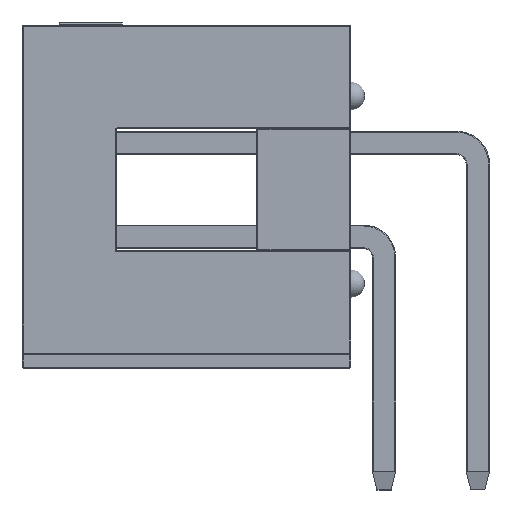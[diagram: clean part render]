
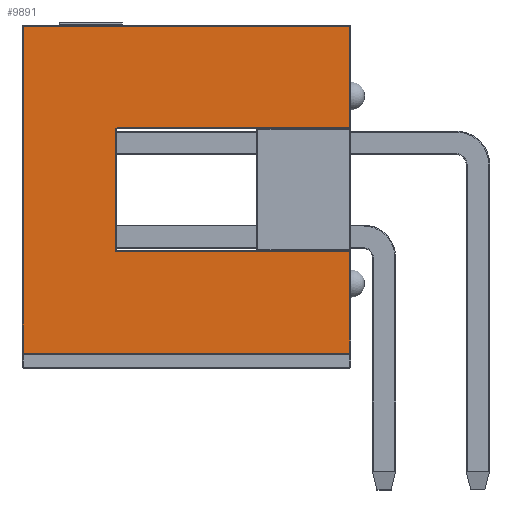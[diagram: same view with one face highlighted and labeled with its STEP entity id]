
A CAD part, front view. The second image highlights one B-rep face of the part: STEP entity #9891.
In plain terms, the highlighted face is planar.
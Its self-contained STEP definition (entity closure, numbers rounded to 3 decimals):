
#575=PLANE('',#10851);
#1104=FACE_OUTER_BOUND('',#1709,.T.);
#1709=EDGE_LOOP('',(#7996,#7997,#7998,#7999,#8000,#8001,#8002,#8003,#8004,
#8005));
#2244=CIRCLE('',#10670,0.051);
#2278=CIRCLE('',#10719,0.051);
#2493=LINE('',#15217,#3454);
#2496=LINE('',#15256,#3457);
#2501=LINE('',#15284,#3462);
#2506=LINE('',#15306,#3467);
#2512=LINE('',#15336,#3473);
#2515=LINE('',#15340,#3476);
#2519=LINE('',#15346,#3480);
#2560=LINE('',#15408,#3521);
#3454=VECTOR('',#12199,10.);
#3457=VECTOR('',#12244,10.);
#3462=VECTOR('',#12277,10.);
#3467=VECTOR('',#12304,10.);
#3473=VECTOR('',#12340,10.);
#3476=VECTOR('',#12345,10.);
#3480=VECTOR('',#12353,10.);
#3521=VECTOR('',#12436,10.);
#4563=VERTEX_POINT('',#14969);
#4595=VERTEX_POINT('',#15153);
#4596=VERTEX_POINT('',#15155);
#4617=VERTEX_POINT('',#15212);
#4629=VERTEX_POINT('',#15247);
#4630=VERTEX_POINT('',#15248);
#4641=VERTEX_POINT('',#15279);
#4645=VERTEX_POINT('',#15299);
#4651=VERTEX_POINT('',#15319);
#4655=VERTEX_POINT('',#15327);
#5621=EDGE_CURVE('',#4595,#4596,#2244,.T.);
#5651=EDGE_CURVE('',#4563,#4617,#2493,.T.);
#5665=EDGE_CURVE('',#4629,#4630,#2278,.T.);
#5669=EDGE_CURVE('',#4630,#4595,#2496,.T.);
#5683=EDGE_CURVE('',#4617,#4641,#2501,.T.);
#5694=EDGE_CURVE('',#4645,#4629,#2506,.T.);
#5709=EDGE_CURVE('',#4651,#4655,#2512,.T.);
#5712=EDGE_CURVE('',#4655,#4645,#2515,.T.);
#5716=EDGE_CURVE('',#4641,#4651,#2519,.T.);
#5757=EDGE_CURVE('',#4596,#4563,#2560,.T.);
#7996=ORIENTED_EDGE('',*,*,#5709,.F.);
#7997=ORIENTED_EDGE('',*,*,#5716,.F.);
#7998=ORIENTED_EDGE('',*,*,#5683,.F.);
#7999=ORIENTED_EDGE('',*,*,#5651,.F.);
#8000=ORIENTED_EDGE('',*,*,#5757,.F.);
#8001=ORIENTED_EDGE('',*,*,#5621,.F.);
#8002=ORIENTED_EDGE('',*,*,#5669,.F.);
#8003=ORIENTED_EDGE('',*,*,#5665,.F.);
#8004=ORIENTED_EDGE('',*,*,#5694,.F.);
#8005=ORIENTED_EDGE('',*,*,#5712,.F.);
#9891=ADVANCED_FACE('',(#1104),#575,.T.);
#10670=AXIS2_PLACEMENT_3D('',#15156,#12126,#12127);
#10719=AXIS2_PLACEMENT_3D('',#15249,#12234,#12235);
#10851=AXIS2_PLACEMENT_3D('',#15823,#12776,#12777);
#12126=DIRECTION('center_axis',(1.,0.,0.));
#12127=DIRECTION('ref_axis',(0.,-0.707,0.707));
#12199=DIRECTION('',(0.,-1.,0.));
#12234=DIRECTION('center_axis',(1.,0.,0.));
#12235=DIRECTION('ref_axis',(0.,0.707,0.707));
#12244=DIRECTION('',(0.,-1.,0.));
#12277=DIRECTION('',(0.,0.,1.));
#12304=DIRECTION('',(0.,0.,1.));
#12340=DIRECTION('',(0.,0.,-1.));
#12345=DIRECTION('',(0.,-1.,0.));
#12353=DIRECTION('',(0.,1.,0.));
#12436=DIRECTION('',(0.,0.,-1.));
#12776=DIRECTION('center_axis',(1.,0.,0.));
#12777=DIRECTION('ref_axis',(0.,1.,0.));
#14969=CARTESIAN_POINT('',(23.495,-1.676,0.025));
#15153=CARTESIAN_POINT('',(23.495,-1.626,6.375));
#15155=CARTESIAN_POINT('',(23.495,-1.676,6.325));
#15156=CARTESIAN_POINT('Origin',(23.495,-1.626,6.325));
#15212=CARTESIAN_POINT('',(23.495,-4.42,0.025));
#15217=CARTESIAN_POINT('',(23.495,-2.223,0.025));
#15247=CARTESIAN_POINT('',(23.495,1.676,6.325));
#15248=CARTESIAN_POINT('',(23.495,1.626,6.375));
#15249=CARTESIAN_POINT('Origin',(23.495,1.626,6.325));
#15256=CARTESIAN_POINT('',(23.495,-3.048,6.375));
#15279=CARTESIAN_POINT('',(23.495,-4.42,8.865));
#15284=CARTESIAN_POINT('',(23.495,-4.42,0.));
#15299=CARTESIAN_POINT('',(23.495,1.676,0.025));
#15306=CARTESIAN_POINT('',(23.495,1.676,3.175));
#15319=CARTESIAN_POINT('',(23.495,4.42,8.865));
#15327=CARTESIAN_POINT('',(23.495,4.42,0.025));
#15336=CARTESIAN_POINT('',(23.495,4.42,0.));
#15340=CARTESIAN_POINT('',(23.495,-2.223,0.025));
#15346=CARTESIAN_POINT('',(23.495,-2.223,8.865));
#15408=CARTESIAN_POINT('',(23.495,-1.676,0.));
#15823=CARTESIAN_POINT('Origin',(23.495,-4.445,0.));
